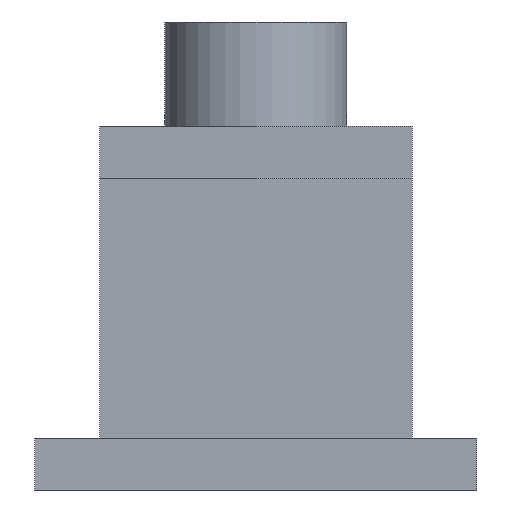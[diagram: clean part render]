
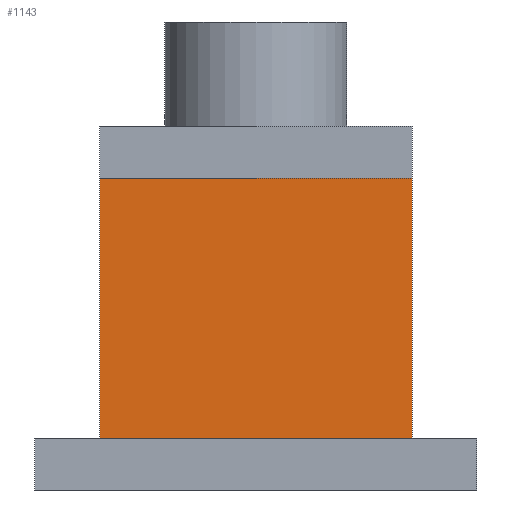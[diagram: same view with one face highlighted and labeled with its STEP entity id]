
A CAD part, left-side view. The second image highlights one B-rep face of the part: STEP entity #1143.
In plain terms, the highlighted planar face has unit normal (-1, 0, 0).
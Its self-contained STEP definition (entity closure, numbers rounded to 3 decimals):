
#1064 = EDGE_CURVE('',#1065,#1067,#1069,.T.);
#1065 = VERTEX_POINT('',#1066);
#1066 = CARTESIAN_POINT('',(-4.,3.,1.));
#1067 = VERTEX_POINT('',#1068);
#1068 = CARTESIAN_POINT('',(-4.,-3.,1.));
#1069 = LINE('',#1070,#1071);
#1070 = CARTESIAN_POINT('',(-4.,3.,1.));
#1071 = VECTOR('',#1072,1.);
#1072 = DIRECTION('',(0.,-1.,0.));
#1143 = ADVANCED_FACE('',(#1144),#1169,.F.);
#1144 = FACE_BOUND('',#1145,.F.);
#1145 = EDGE_LOOP('',(#1146,#1154,#1162,#1168));
#1146 = ORIENTED_EDGE('',*,*,#1147,.T.);
#1147 = EDGE_CURVE('',#1065,#1148,#1150,.T.);
#1148 = VERTEX_POINT('',#1149);
#1149 = CARTESIAN_POINT('',(-4.,3.,6.));
#1150 = LINE('',#1151,#1152);
#1151 = CARTESIAN_POINT('',(-4.,3.,1.));
#1152 = VECTOR('',#1153,1.);
#1153 = DIRECTION('',(0.,0.,1.));
#1154 = ORIENTED_EDGE('',*,*,#1155,.T.);
#1155 = EDGE_CURVE('',#1148,#1156,#1158,.T.);
#1156 = VERTEX_POINT('',#1157);
#1157 = CARTESIAN_POINT('',(-4.,-3.,6.));
#1158 = LINE('',#1159,#1160);
#1159 = CARTESIAN_POINT('',(-4.,3.,6.));
#1160 = VECTOR('',#1161,1.);
#1161 = DIRECTION('',(0.,-1.,0.));
#1162 = ORIENTED_EDGE('',*,*,#1163,.F.);
#1163 = EDGE_CURVE('',#1067,#1156,#1164,.T.);
#1164 = LINE('',#1165,#1166);
#1165 = CARTESIAN_POINT('',(-4.,-3.,1.));
#1166 = VECTOR('',#1167,1.);
#1167 = DIRECTION('',(0.,0.,1.));
#1168 = ORIENTED_EDGE('',*,*,#1064,.F.);
#1169 = PLANE('',#1170);
#1170 = AXIS2_PLACEMENT_3D('',#1171,#1172,#1173);
#1171 = CARTESIAN_POINT('',(-4.,3.,1.));
#1172 = DIRECTION('',(1.,0.,0.));
#1173 = DIRECTION('',(0.,-1.,0.));
